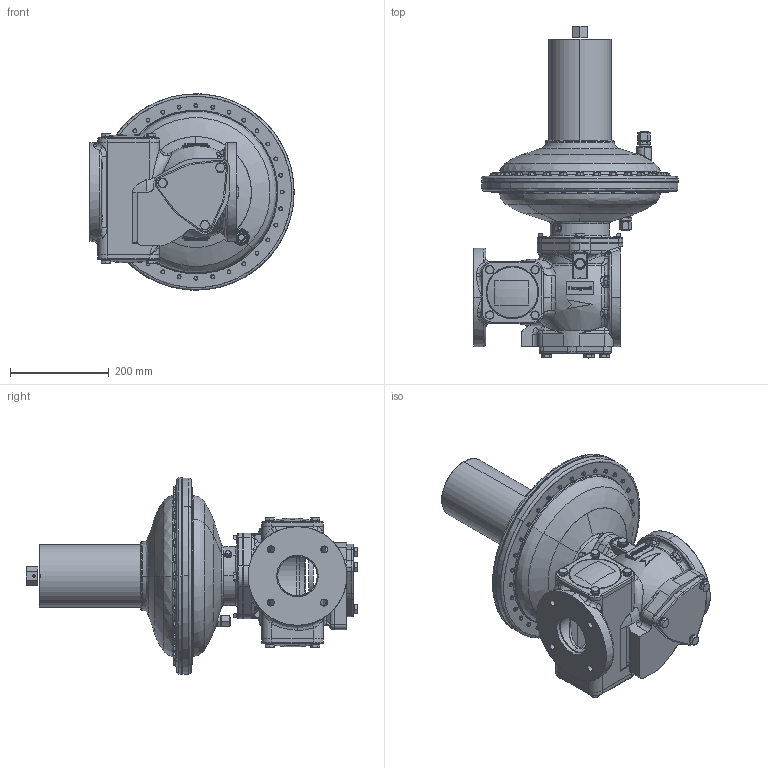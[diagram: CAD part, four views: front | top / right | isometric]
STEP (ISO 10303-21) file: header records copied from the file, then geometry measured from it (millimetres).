
FILE_DESCRIPTION (( 'STEP AP214' ), '1' );
FILE_NAME ('MB_HON370_80_RE2_o_SAV_-_.STEP', '2017-03-15T11:56:05', ( '' ), ( '' ), 'SwSTEP 2.0', 'SolidWorks 2015', '' );
FILE_SCHEMA (( 'AUTOMOTIVE_DESIGN' ));
Length unit declared in the file: millimetre
Products named in the file (1): MB_HON370_80_RE2_o_SAV_-_
Bounding box: 414 x 672.68 x 398 mm (x, y, z)
Surface area: 961700.2 mm2 (no closed solid volume)
Topology: 0 solids, 1686 shells, 2183 faces, 9014 edges, 8526 vertices
Faces by surface type: plane 751, cylinder 578, bspline 442, cone 412
Entity records: 186352 total; most frequent: CARTESIAN_POINT 120076, DIRECTION 11603, ORIENTED_EDGE 10048, EDGE_CURVE 9003, VERTEX_POINT 8526, AXIS2_PLACEMENT_3D 4215, B_SPLINE_CURVE_WITH_KNOTS 3342, LINE 3173
